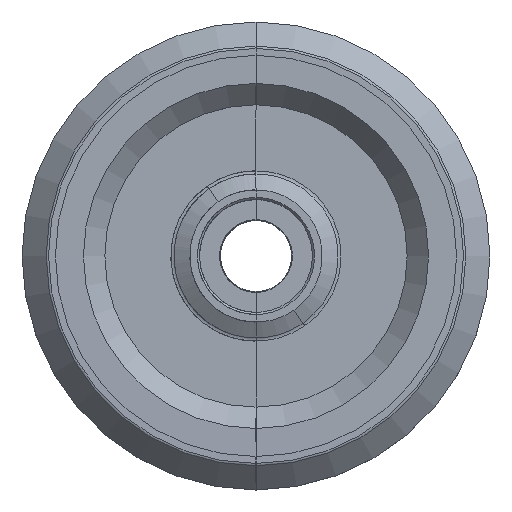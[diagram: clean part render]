
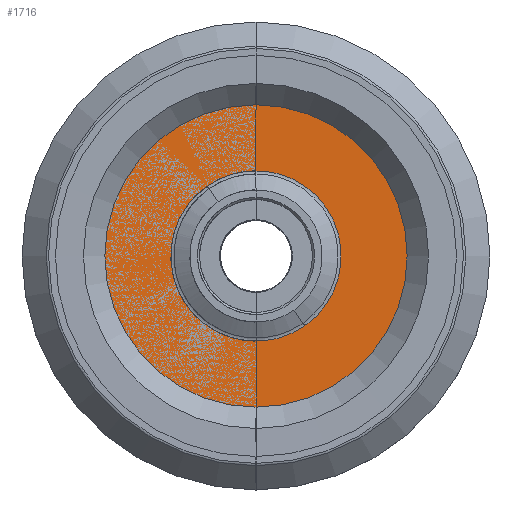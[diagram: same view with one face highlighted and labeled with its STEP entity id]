
A CAD part, top view. The second image highlights one B-rep face of the part: STEP entity #1716.
In plain terms, the highlighted planar face has unit normal (0, 0, 1).
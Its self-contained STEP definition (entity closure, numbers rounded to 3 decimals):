
#560=CARTESIAN_POINT('',(0.,0.,49.1));
#561=DIRECTION('',(0.,0.,-1.));
#562=DIRECTION('',(0.,-1.,0.));
#563=AXIS2_PLACEMENT_3D('',#560,#561,#562);
#568=CARTESIAN_POINT('',(0.,0.,49.1));
#569=DIRECTION('',(0.,0.,-1.));
#570=DIRECTION('',(0.,1.,0.));
#571=AXIS2_PLACEMENT_3D('',#568,#569,#570);
#576=CARTESIAN_POINT('',(0.,0.,49.1));
#577=DIRECTION('',(0.,0.,1.));
#578=DIRECTION('',(0.574,-0.819,0.));
#579=AXIS2_PLACEMENT_3D('',#576,#577,#578);
#584=CARTESIAN_POINT('',(0.,0.,49.1));
#585=DIRECTION('',(0.,0.,1.));
#586=DIRECTION('',(-0.574,0.819,0.));
#587=AXIS2_PLACEMENT_3D('',#584,#585,#586);
#1150=CARTESIAN_POINT('',(-11.702,16.712,49.1));
#1151=VERTEX_POINT('',#1150);
#1152=CARTESIAN_POINT('',(11.702,-16.712,49.1));
#1153=VERTEX_POINT('',#1152);
#1154=CARTESIAN_POINT('',(0.,-36.187,49.1));
#1155=CARTESIAN_POINT('',(0.,36.187,49.1));
#1156=VERTEX_POINT('',#1154);
#1157=VERTEX_POINT('',#1155);
#1701=CARTESIAN_POINT('',(0.,0.,49.1));
#1702=DIRECTION('',(0.,0.,1.));
#1703=DIRECTION('',(0.574,-0.819,0.));
#1704=AXIS2_PLACEMENT_3D('',#1701,#1702,#1703);
#1705=PLANE('',#1704);
#1707=ORIENTED_EDGE('',*,*,#1706,.T.);
#1709=ORIENTED_EDGE('',*,*,#1708,.T.);
#1710=EDGE_LOOP('',(#1707,#1709));
#1711=FACE_OUTER_BOUND('',#1710,.F.);
#1712=ORIENTED_EDGE('',*,*,#1680,.T.);
#1713=ORIENTED_EDGE('',*,*,#1696,.T.);
#1714=EDGE_LOOP('',(#1712,#1713));
#1715=FACE_BOUND('',#1714,.F.);
#564=CIRCLE('',#563,36.187);
#572=CIRCLE('',#571,36.187);
#580=CIRCLE('',#579,20.402);
#588=CIRCLE('',#587,20.402);
#1680=EDGE_CURVE('',#1153,#1151,#580,.T.);
#1696=EDGE_CURVE('',#1151,#1153,#588,.T.);
#1706=EDGE_CURVE('',#1156,#1157,#564,.T.);
#1708=EDGE_CURVE('',#1157,#1156,#572,.T.);
#1716=ADVANCED_FACE('',(#1711,#1715),#1705,.T.);
